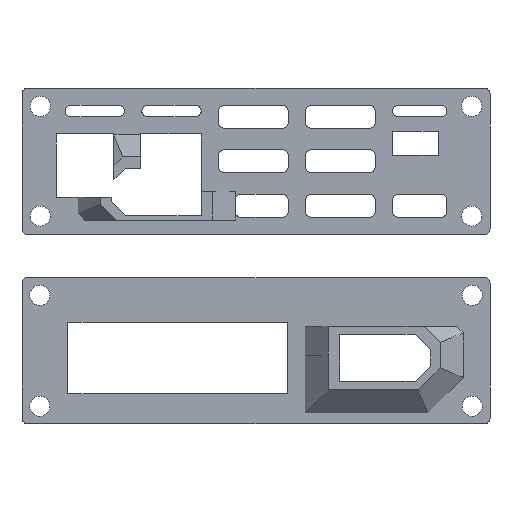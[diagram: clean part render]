
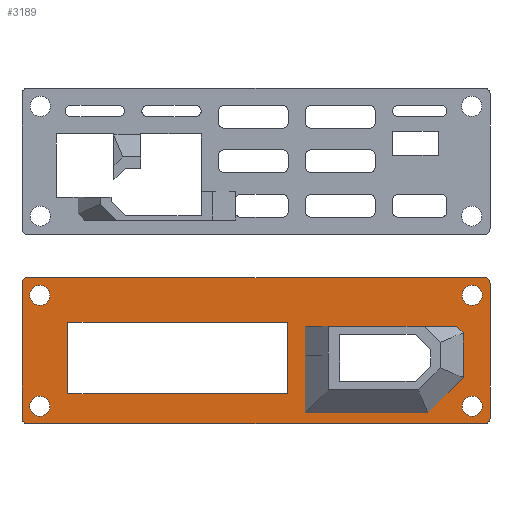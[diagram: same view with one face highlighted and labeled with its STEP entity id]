
A CAD part, front view. The second image highlights one B-rep face of the part: STEP entity #3189.
In plain terms, the highlighted planar face has unit normal (0, -1, 0).
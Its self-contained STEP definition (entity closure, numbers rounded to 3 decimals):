
#82=FACE_BOUND('',#421,.T.);
#83=FACE_BOUND('',#422,.T.);
#84=FACE_BOUND('',#423,.T.);
#85=FACE_BOUND('',#424,.T.);
#86=FACE_BOUND('',#425,.T.);
#87=FACE_BOUND('',#426,.T.);
#135=PLANE('',#3387);
#246=FACE_OUTER_BOUND('',#420,.T.);
#420=EDGE_LOOP('',(#2338,#2339,#2340,#2341,#2342,#2343,#2344,#2345));
#421=EDGE_LOOP('',(#2346));
#422=EDGE_LOOP('',(#2347,#2348,#2349,#2350));
#423=EDGE_LOOP('',(#2351));
#424=EDGE_LOOP('',(#2352));
#425=EDGE_LOOP('',(#2353));
#426=EDGE_LOOP('',(#2354,#2355,#2356,#2357,#2358,#2359,#2360,#2361));
#653=LINE('',#4710,#1005);
#655=LINE('',#4715,#1007);
#661=LINE('',#4726,#1013);
#664=LINE('',#4731,#1016);
#666=LINE('',#4735,#1018);
#668=LINE('',#4739,#1020);
#669=LINE('',#4741,#1021);
#670=LINE('',#4747,#1022);
#671=LINE('',#4751,#1023);
#672=LINE('',#4755,#1024);
#673=LINE('',#4758,#1025);
#674=LINE('',#4761,#1026);
#675=LINE('',#4763,#1027);
#676=LINE('',#4765,#1028);
#677=LINE('',#4766,#1029);
#678=LINE('',#4767,#1030);
#1005=VECTOR('',#3759,10.);
#1007=VECTOR('',#3763,10.);
#1013=VECTOR('',#3771,10.);
#1016=VECTOR('',#3776,10.);
#1018=VECTOR('',#3780,10.);
#1020=VECTOR('',#3784,10.);
#1021=VECTOR('',#3787,10.);
#1022=VECTOR('',#3792,10.);
#1023=VECTOR('',#3795,10.);
#1024=VECTOR('',#3798,10.);
#1025=VECTOR('',#3801,10.);
#1026=VECTOR('',#3802,10.);
#1027=VECTOR('',#3803,10.);
#1028=VECTOR('',#3804,10.);
#1029=VECTOR('',#3805,10.);
#1030=VECTOR('',#3806,10.);
#1313=CIRCLE('',#3359,1.75);
#1315=CIRCLE('',#3363,1.75);
#1317=CIRCLE('',#3367,1.75);
#1319=CIRCLE('',#3371,1.75);
#1320=CIRCLE('',#3388,1.);
#1321=CIRCLE('',#3389,1.);
#1322=CIRCLE('',#3390,1.);
#1323=CIRCLE('',#3391,1.);
#1449=VERTEX_POINT('',#4623);
#1451=VERTEX_POINT('',#4631);
#1453=VERTEX_POINT('',#4639);
#1455=VERTEX_POINT('',#4647);
#1476=VERTEX_POINT('',#4707);
#1477=VERTEX_POINT('',#4709);
#1478=VERTEX_POINT('',#4713);
#1479=VERTEX_POINT('',#4714);
#1483=VERTEX_POINT('',#4724);
#1484=VERTEX_POINT('',#4729);
#1485=VERTEX_POINT('',#4733);
#1486=VERTEX_POINT('',#4737);
#1487=VERTEX_POINT('',#4743);
#1488=VERTEX_POINT('',#4744);
#1489=VERTEX_POINT('',#4746);
#1490=VERTEX_POINT('',#4748);
#1491=VERTEX_POINT('',#4750);
#1492=VERTEX_POINT('',#4752);
#1493=VERTEX_POINT('',#4754);
#1494=VERTEX_POINT('',#4756);
#1495=VERTEX_POINT('',#4759);
#1496=VERTEX_POINT('',#4760);
#1497=VERTEX_POINT('',#4762);
#1498=VERTEX_POINT('',#4764);
#1762=EDGE_CURVE('',#1449,#1449,#1313,.T.);
#1766=EDGE_CURVE('',#1451,#1451,#1315,.T.);
#1770=EDGE_CURVE('',#1453,#1453,#1317,.T.);
#1774=EDGE_CURVE('',#1455,#1455,#1319,.T.);
#1804=EDGE_CURVE('',#1477,#1476,#653,.T.);
#1806=EDGE_CURVE('',#1478,#1479,#655,.T.);
#1812=EDGE_CURVE('',#1483,#1478,#661,.T.);
#1815=EDGE_CURVE('',#1484,#1483,#664,.T.);
#1817=EDGE_CURVE('',#1485,#1484,#666,.T.);
#1819=EDGE_CURVE('',#1477,#1486,#668,.T.);
#1820=EDGE_CURVE('',#1486,#1485,#669,.T.);
#1821=EDGE_CURVE('',#1487,#1488,#1320,.T.);
#1822=EDGE_CURVE('',#1487,#1489,#670,.T.);
#1823=EDGE_CURVE('',#1490,#1489,#1321,.T.);
#1824=EDGE_CURVE('',#1491,#1490,#671,.T.);
#1825=EDGE_CURVE('',#1492,#1491,#1322,.T.);
#1826=EDGE_CURVE('',#1492,#1493,#672,.T.);
#1827=EDGE_CURVE('',#1494,#1493,#1323,.T.);
#1828=EDGE_CURVE('',#1488,#1494,#673,.T.);
#1829=EDGE_CURVE('',#1495,#1496,#674,.T.);
#1830=EDGE_CURVE('',#1497,#1495,#675,.T.);
#1831=EDGE_CURVE('',#1498,#1497,#676,.T.);
#1832=EDGE_CURVE('',#1496,#1498,#677,.T.);
#1833=EDGE_CURVE('',#1476,#1479,#678,.T.);
#2338=ORIENTED_EDGE('',*,*,#1821,.F.);
#2339=ORIENTED_EDGE('',*,*,#1822,.T.);
#2340=ORIENTED_EDGE('',*,*,#1823,.F.);
#2341=ORIENTED_EDGE('',*,*,#1824,.F.);
#2342=ORIENTED_EDGE('',*,*,#1825,.F.);
#2343=ORIENTED_EDGE('',*,*,#1826,.T.);
#2344=ORIENTED_EDGE('',*,*,#1827,.F.);
#2345=ORIENTED_EDGE('',*,*,#1828,.F.);
#2346=ORIENTED_EDGE('',*,*,#1762,.F.);
#2347=ORIENTED_EDGE('',*,*,#1829,.F.);
#2348=ORIENTED_EDGE('',*,*,#1830,.F.);
#2349=ORIENTED_EDGE('',*,*,#1831,.F.);
#2350=ORIENTED_EDGE('',*,*,#1832,.F.);
#2351=ORIENTED_EDGE('',*,*,#1766,.F.);
#2352=ORIENTED_EDGE('',*,*,#1774,.F.);
#2353=ORIENTED_EDGE('',*,*,#1770,.F.);
#2354=ORIENTED_EDGE('',*,*,#1833,.T.);
#2355=ORIENTED_EDGE('',*,*,#1806,.F.);
#2356=ORIENTED_EDGE('',*,*,#1812,.F.);
#2357=ORIENTED_EDGE('',*,*,#1815,.F.);
#2358=ORIENTED_EDGE('',*,*,#1817,.F.);
#2359=ORIENTED_EDGE('',*,*,#1820,.F.);
#2360=ORIENTED_EDGE('',*,*,#1819,.F.);
#2361=ORIENTED_EDGE('',*,*,#1804,.T.);
#3189=ADVANCED_FACE('',(#246,#82,#83,#84,#85,#86,#87),#135,.F.);
#3359=AXIS2_PLACEMENT_3D('',#4625,#3680,#3681);
#3363=AXIS2_PLACEMENT_3D('',#4633,#3690,#3691);
#3367=AXIS2_PLACEMENT_3D('',#4641,#3700,#3701);
#3371=AXIS2_PLACEMENT_3D('',#4649,#3710,#3711);
#3387=AXIS2_PLACEMENT_3D('',#4742,#3788,#3789);
#3388=AXIS2_PLACEMENT_3D('',#4745,#3790,#3791);
#3389=AXIS2_PLACEMENT_3D('',#4749,#3793,#3794);
#3390=AXIS2_PLACEMENT_3D('',#4753,#3796,#3797);
#3391=AXIS2_PLACEMENT_3D('',#4757,#3799,#3800);
#3680=DIRECTION('center_axis',(0.,-1.,0.));
#3681=DIRECTION('ref_axis',(1.,0.,0.));
#3690=DIRECTION('center_axis',(0.,-1.,0.));
#3691=DIRECTION('ref_axis',(1.,0.,0.));
#3700=DIRECTION('center_axis',(0.,-1.,0.));
#3701=DIRECTION('ref_axis',(1.,0.,0.));
#3710=DIRECTION('center_axis',(0.,-1.,0.));
#3711=DIRECTION('ref_axis',(1.,0.,0.));
#3759=DIRECTION('',(1.,0.,0.));
#3763=DIRECTION('',(-0.707,0.,0.707));
#3771=DIRECTION('',(0.,0.,1.));
#3776=DIRECTION('',(0.707,0.,0.707));
#3780=DIRECTION('',(1.,0.,0.));
#3784=DIRECTION('',(0.,0.,-1.));
#3787=DIRECTION('',(0.,0.,-1.));
#3788=DIRECTION('center_axis',(0.,1.,0.));
#3789=DIRECTION('ref_axis',(1.,0.,0.));
#3790=DIRECTION('center_axis',(0.,1.,0.));
#3791=DIRECTION('ref_axis',(0.707,0.,-0.707));
#3792=DIRECTION('',(0.,0.,1.));
#3793=DIRECTION('center_axis',(0.,1.,0.));
#3794=DIRECTION('ref_axis',(0.707,0.,0.707));
#3795=DIRECTION('',(1.,0.,0.));
#3796=DIRECTION('center_axis',(0.,1.,0.));
#3797=DIRECTION('ref_axis',(-0.707,0.,0.707));
#3798=DIRECTION('',(0.,0.,-1.));
#3799=DIRECTION('center_axis',(0.,1.,0.));
#3800=DIRECTION('ref_axis',(-0.707,0.,-0.707));
#3801=DIRECTION('',(-1.,0.,0.));
#3802=DIRECTION('',(-1.,0.,0.));
#3803=DIRECTION('',(0.,0.,1.));
#3804=DIRECTION('',(1.,0.,0.));
#3805=DIRECTION('',(0.,0.,-1.));
#3806=DIRECTION('',(1.,0.,0.));
#4623=CARTESIAN_POINT('',(1.35,0.,3.1));
#4625=CARTESIAN_POINT('Origin',(3.1,0.,3.1));
#4631=CARTESIAN_POINT('',(76.65,0.,3.1));
#4633=CARTESIAN_POINT('Origin',(78.4,0.,3.1));
#4639=CARTESIAN_POINT('',(76.65,0.,22.4));
#4641=CARTESIAN_POINT('Origin',(78.4,0.,22.4));
#4647=CARTESIAN_POINT('',(1.35,0.,22.4));
#4649=CARTESIAN_POINT('Origin',(3.1,0.,22.4));
#4707=CARTESIAN_POINT('',(62.134,0.,17.));
#4709=CARTESIAN_POINT('',(49.328,0.,17.));
#4710=CARTESIAN_POINT('',(51.442,0.,17.));
#4713=CARTESIAN_POINT('',(76.828,0.,15.857));
#4714=CARTESIAN_POINT('',(75.686,0.,16.999));
#4715=CARTESIAN_POINT('',(68.,0.,24.686));
#4724=CARTESIAN_POINT('',(76.828,0.,8.115));
#4726=CARTESIAN_POINT('',(76.828,0.,11.261));
#4729=CARTESIAN_POINT('',(70.664,0.,1.95));
#4731=CARTESIAN_POINT('',(66.471,0.,-2.243));
#4733=CARTESIAN_POINT('',(49.328,0.,1.95));
#4735=CARTESIAN_POINT('',(47.039,0.,1.95));
#4737=CARTESIAN_POINT('',(49.328,0.,12.));
#4739=CARTESIAN_POINT('',(49.328,0.,14.875));
#4741=CARTESIAN_POINT('',(49.328,0.,12.375));
#4742=CARTESIAN_POINT('Origin',(40.75,0.,12.75));
#4743=CARTESIAN_POINT('',(81.5,0.,1.));
#4744=CARTESIAN_POINT('',(80.5,0.,0.));
#4745=CARTESIAN_POINT('Origin',(80.5,0.,1.));
#4746=CARTESIAN_POINT('',(81.5,0.,24.5));
#4747=CARTESIAN_POINT('',(81.5,0.,0.));
#4748=CARTESIAN_POINT('',(80.5,0.,25.5));
#4749=CARTESIAN_POINT('Origin',(80.5,0.,24.5));
#4750=CARTESIAN_POINT('',(1.,0.,25.5));
#4751=CARTESIAN_POINT('',(0.,0.,25.5));
#4752=CARTESIAN_POINT('',(0.,0.,24.5));
#4753=CARTESIAN_POINT('Origin',(1.,0.,24.5));
#4754=CARTESIAN_POINT('',(0.,0.,1.));
#4755=CARTESIAN_POINT('',(0.,0.,3.1));
#4756=CARTESIAN_POINT('',(1.,0.,0.));
#4757=CARTESIAN_POINT('Origin',(1.,0.,1.));
#4758=CARTESIAN_POINT('',(81.5,0.,0.));
#4759=CARTESIAN_POINT('',(46.3,0.,17.7));
#4760=CARTESIAN_POINT('',(8.,0.,17.7));
#4761=CARTESIAN_POINT('',(46.3,0.,17.7));
#4762=CARTESIAN_POINT('',(46.3,0.,5.3));
#4763=CARTESIAN_POINT('',(46.3,0.,5.3));
#4764=CARTESIAN_POINT('',(8.,0.,5.3));
#4765=CARTESIAN_POINT('',(8.,0.,5.3));
#4766=CARTESIAN_POINT('',(8.,0.,17.7));
#4767=CARTESIAN_POINT('',(55.39,0.,17.));
